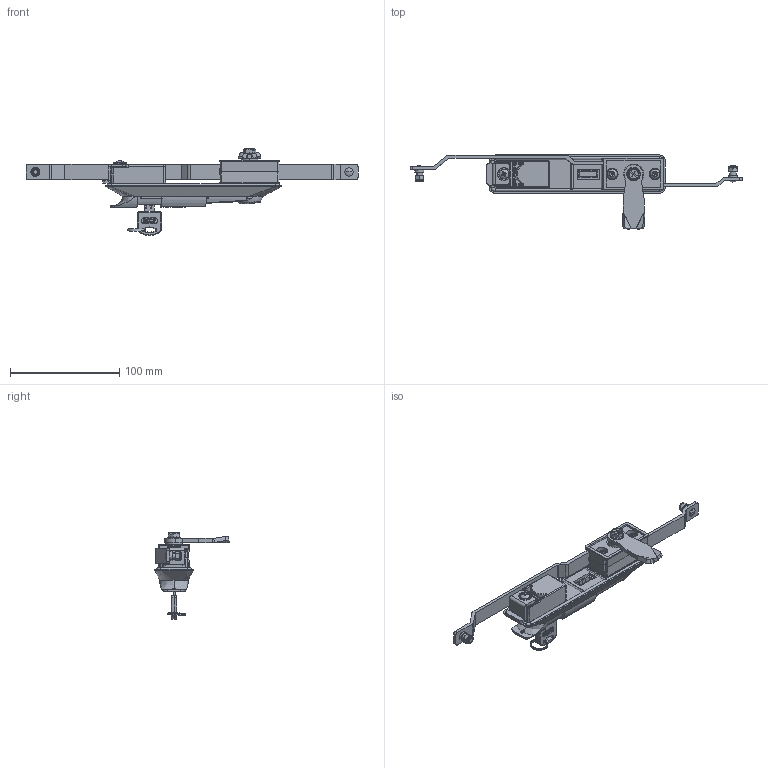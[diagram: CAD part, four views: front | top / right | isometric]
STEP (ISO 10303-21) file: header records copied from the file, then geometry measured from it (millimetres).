
FILE_DESCRIPTION (( 'STEP AP203' ), '1' );
FILE_NAME ('KI22.5.01.60.STEP', '2022-07-27T07:52:39', ( '' ), ( '' ), 'SwSTEP 2.0', 'SolidWorks 2021', '' );
FILE_SCHEMA (( 'CONFIG_CONTROL_DESIGN' ));
Length unit declared in the file: millimetre
Products named in the file (1): KI22.5.01.60
Bounding box: 303.32 x 67.81 x 79.6 mm (x, y, z)
Surface area: 53505.1 mm2 (no closed solid volume)
Topology: 0 solids, 35 shells, 782 faces, 2824 edges, 1994 vertices
Faces by surface type: plane 316, bspline 191, cylinder 165, cone 55, torus 47, sphere 8
Entity records: 44340 total; most frequent: CARTESIAN_POINT 23990, ORIENTED_EDGE 4516, DIRECTION 3068, EDGE_CURVE 2818, VERTEX_POINT 1992, B_SPLINE_CURVE_WITH_KNOTS 1173, AXIS2_PLACEMENT_3D 1043, VECTOR 982
